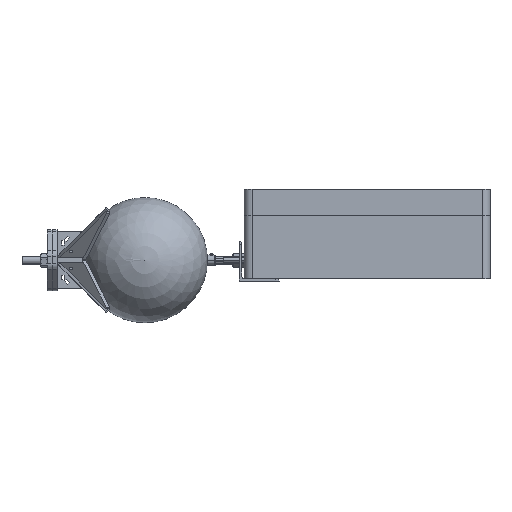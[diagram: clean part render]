
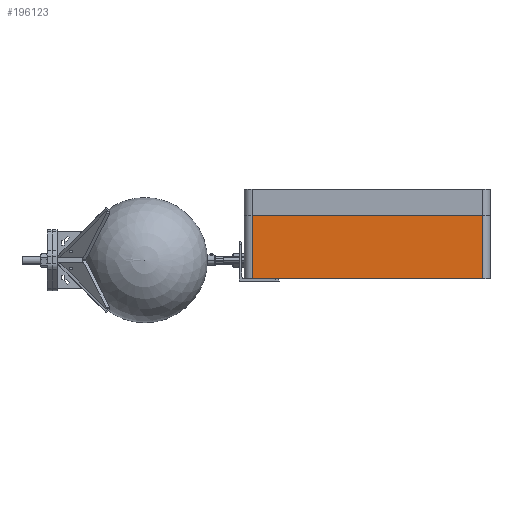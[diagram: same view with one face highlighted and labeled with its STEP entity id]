
A CAD part, top view. The second image highlights one B-rep face of the part: STEP entity #196123.
In plain terms, the highlighted planar face has unit normal (0, 0, 1).
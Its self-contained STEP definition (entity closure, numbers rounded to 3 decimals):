
#10203 = CARTESIAN_POINT ( 'NONE',  ( -78.5, 0., 44.85 ) ) ;
#27423 = VECTOR ( 'NONE', #170134, 1000. ) ;
#29859 = LINE ( 'NONE', #100569, #27423 ) ;
#30517 = CARTESIAN_POINT ( 'NONE',  ( 73.5, 40.35, 44.85 ) ) ;
#37508 = CARTESIAN_POINT ( 'NONE',  ( -78.5, 40.35, 44.85 ) ) ;
#45094 = ORIENTED_EDGE ( 'NONE', *, *, #93083, .T. ) ;
#47648 = LINE ( 'NONE', #118264, #65191 ) ;
#59398 = VECTOR ( 'NONE', #64319, 1000. ) ;
#64319 = DIRECTION ( 'NONE',  ( 0., 1., 0. ) ) ;
#65191 = VECTOR ( 'NONE', #189093, 1000. ) ;
#65857 = LINE ( 'NONE', #10203, #142340 ) ;
#69479 = VERTEX_POINT ( 'NONE', #143623 ) ;
#79314 = EDGE_LOOP ( 'NONE', ( #220896, #170051, #220406, #45094 ) ) ;
#83885 = LINE ( 'NONE', #223151, #59398 ) ;
#85632 = VERTEX_POINT ( 'NONE', #30517 ) ;
#93083 = EDGE_CURVE ( 'NONE', #95521, #69479, #47648, .T. ) ;
#95521 = VERTEX_POINT ( 'NONE', #149302 ) ;
#100569 = CARTESIAN_POINT ( 'NONE',  ( -78.5, 40.35, 44.85 ) ) ;
#105896 = FACE_OUTER_BOUND ( 'NONE', #79314, .T. ) ;
#118264 = CARTESIAN_POINT ( 'NONE',  ( -73.5, 40.35, 44.85 ) ) ;
#120504 = EDGE_CURVE ( 'NONE', #95521, #85632, #29859, .T. ) ;
#126706 = PLANE ( 'NONE',  #202609 ) ;
#136469 = DIRECTION ( 'NONE',  ( 1., 0., 0. ) ) ;
#140954 = EDGE_CURVE ( 'NONE', #168188, #85632, #83885, .T. ) ;
#142340 = VECTOR ( 'NONE', #136469, 1000. ) ;
#143623 = CARTESIAN_POINT ( 'NONE',  ( -73.5, 0., 44.85 ) ) ;
#144122 = DIRECTION ( 'NONE',  ( -1., 0., 0. ) ) ;
#149302 = CARTESIAN_POINT ( 'NONE',  ( -73.5, 40.35, 44.85 ) ) ;
#168188 = VERTEX_POINT ( 'NONE', #173774 ) ;
#170051 = ORIENTED_EDGE ( 'NONE', *, *, #140954, .T. ) ;
#170134 = DIRECTION ( 'NONE',  ( 1., 0., 0. ) ) ;
#173774 = CARTESIAN_POINT ( 'NONE',  ( 73.5, 0., 44.85 ) ) ;
#185009 = EDGE_CURVE ( 'NONE', #69479, #168188, #65857, .T. ) ;
#189093 = DIRECTION ( 'NONE',  ( 0., -1., 0. ) ) ;
#196123 = ADVANCED_FACE ( 'NONE', ( #105896 ), #126706, .F. ) ;
#202609 = AXIS2_PLACEMENT_3D ( 'NONE', #37508, #212522, #144122 ) ;
#212522 = DIRECTION ( 'NONE',  ( 0., 0., -1. ) ) ;
#220406 = ORIENTED_EDGE ( 'NONE', *, *, #120504, .F. ) ;
#220896 = ORIENTED_EDGE ( 'NONE', *, *, #185009, .T. ) ;
#223151 = CARTESIAN_POINT ( 'NONE',  ( 73.5, 40.35, 44.85 ) ) ;
